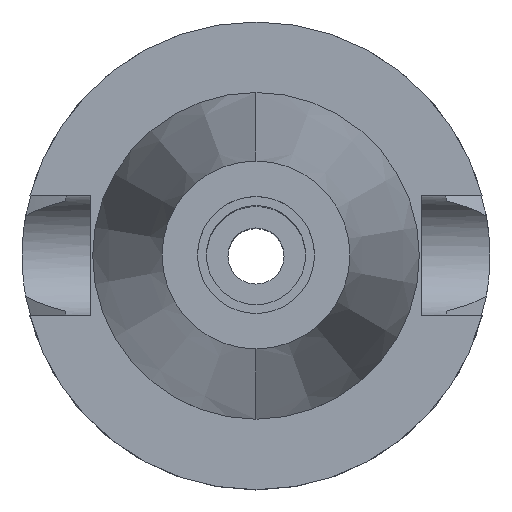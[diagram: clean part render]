
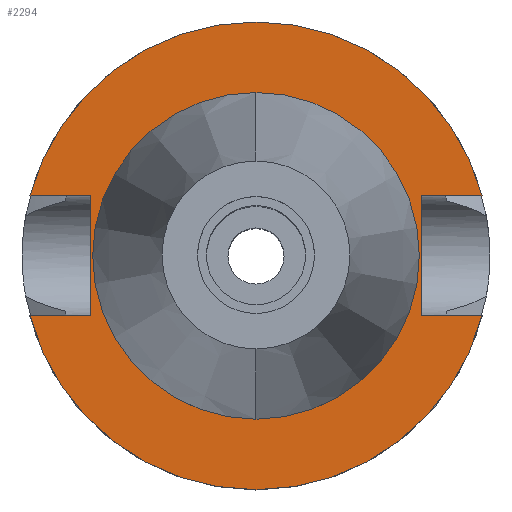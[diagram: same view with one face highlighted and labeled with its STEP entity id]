
A CAD part, top view. The second image highlights one B-rep face of the part: STEP entity #2294.
In plain terms, the highlighted planar face has unit normal (0, 0, 1).
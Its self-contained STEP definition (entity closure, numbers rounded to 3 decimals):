
#886=DIRECTION('',(1.,0.,0.));
#887=VECTOR('',#886,12.921);
#888=CARTESIAN_POINT('',(35.4,12.85,-3.));
#889=LINE('',#888,#887);
#933=DIRECTION('',(0.,1.,0.));
#934=VECTOR('',#933,25.7);
#935=CARTESIAN_POINT('',(-35.4,-12.85,-3.));
#936=LINE('',#935,#934);
#940=DIRECTION('',(-1.,0.,0.));
#941=VECTOR('',#940,12.921);
#942=CARTESIAN_POINT('',(-35.4,12.85,-3.));
#943=LINE('',#942,#941);
#947=CARTESIAN_POINT('',(0.,0.,-3.));
#948=DIRECTION('',(0.,0.,-1.));
#949=DIRECTION('',(-0.966,0.257,0.));
#950=AXIS2_PLACEMENT_3D('',#947,#948,#949);
#955=CARTESIAN_POINT('',(0.,0.,-3.));
#956=DIRECTION('',(0.,0.,-1.));
#957=DIRECTION('',(0.,1.,0.));
#958=AXIS2_PLACEMENT_3D('',#955,#956,#957);
#963=DIRECTION('',(0.,-1.,0.));
#964=VECTOR('',#963,25.7);
#965=CARTESIAN_POINT('',(35.4,12.85,-3.));
#966=LINE('',#965,#964);
#970=DIRECTION('',(1.,0.,0.));
#971=VECTOR('',#970,12.921);
#972=CARTESIAN_POINT('',(35.4,-12.85,-3.));
#973=LINE('',#972,#971);
#977=CARTESIAN_POINT('',(0.,0.,-3.));
#978=DIRECTION('',(0.,0.,-1.));
#979=DIRECTION('',(0.966,-0.257,0.));
#980=AXIS2_PLACEMENT_3D('',#977,#978,#979);
#985=CARTESIAN_POINT('',(0.,0.,-3.));
#986=DIRECTION('',(0.,0.,-1.));
#987=DIRECTION('',(0.,-1.,0.));
#988=AXIS2_PLACEMENT_3D('',#985,#986,#987);
#993=CARTESIAN_POINT('',(0.,0.,-3.));
#994=DIRECTION('',(0.,0.,1.));
#995=DIRECTION('',(0.,-1.,0.));
#996=AXIS2_PLACEMENT_3D('',#993,#994,#995);
#1001=CARTESIAN_POINT('',(0.,0.,-3.));
#1002=DIRECTION('',(0.,0.,1.));
#1003=DIRECTION('',(0.,1.,0.));
#1004=AXIS2_PLACEMENT_3D('',#1001,#1002,#1003);
#1039=DIRECTION('',(-1.,0.,0.));
#1040=VECTOR('',#1039,12.921);
#1041=CARTESIAN_POINT('',(-35.4,-12.85,-3.));
#1042=LINE('',#1041,#1040);
#1429=CARTESIAN_POINT('',(-35.4,-12.85,-3.));
#1430=VERTEX_POINT('',#1429);
#1431=CARTESIAN_POINT('',(-48.321,-12.85,-3.));
#1432=VERTEX_POINT('',#1431);
#1435=CARTESIAN_POINT('',(-35.4,12.85,-3.));
#1436=VERTEX_POINT('',#1435);
#1437=CARTESIAN_POINT('',(-48.321,12.85,-3.));
#1438=VERTEX_POINT('',#1437);
#1439=CARTESIAN_POINT('',(0.,50.,-3.));
#1440=CARTESIAN_POINT('',(48.321,12.85,-3.));
#1441=VERTEX_POINT('',#1439);
#1442=VERTEX_POINT('',#1440);
#1443=CARTESIAN_POINT('',(35.4,12.85,-3.));
#1444=VERTEX_POINT('',#1443);
#1445=CARTESIAN_POINT('',(35.4,-12.85,-3.));
#1446=VERTEX_POINT('',#1445);
#1447=CARTESIAN_POINT('',(48.321,-12.85,-3.));
#1448=VERTEX_POINT('',#1447);
#1449=CARTESIAN_POINT('',(0.,-50.,-3.));
#1450=VERTEX_POINT('',#1449);
#1451=CARTESIAN_POINT('',(0.,-34.925,-3.));
#1452=CARTESIAN_POINT('',(0.,34.925,-3.));
#1453=VERTEX_POINT('',#1451);
#1454=VERTEX_POINT('',#1452);
#2263=CARTESIAN_POINT('',(0.,0.,-3.));
#2264=DIRECTION('',(0.,0.,-1.));
#2265=DIRECTION('',(0.,-1.,0.));
#2266=AXIS2_PLACEMENT_3D('',#2263,#2264,#2265);
#2267=PLANE('',#2266);
#2269=ORIENTED_EDGE('',*,*,#2268,.T.);
#2271=ORIENTED_EDGE('',*,*,#2270,.T.);
#2273=ORIENTED_EDGE('',*,*,#2272,.T.);
#2275=ORIENTED_EDGE('',*,*,#2274,.T.);
#2276=ORIENTED_EDGE('',*,*,#2239,.F.);
#2277=ORIENTED_EDGE('',*,*,#2253,.T.);
#2279=ORIENTED_EDGE('',*,*,#2278,.T.);
#2281=ORIENTED_EDGE('',*,*,#2280,.T.);
#2283=ORIENTED_EDGE('',*,*,#2282,.T.);
#2285=ORIENTED_EDGE('',*,*,#2284,.F.);
#2286=EDGE_LOOP('',(#2269,#2271,#2273,#2275,#2276,#2277,#2279,#2281,#2283,
#2285));
#2287=FACE_OUTER_BOUND('',#2286,.F.);
#2289=ORIENTED_EDGE('',*,*,#2288,.T.);
#2291=ORIENTED_EDGE('',*,*,#2290,.T.);
#2292=EDGE_LOOP('',(#2289,#2291));
#2293=FACE_BOUND('',#2292,.F.);
#951=CIRCLE('',#950,50.);
#959=CIRCLE('',#958,50.);
#981=CIRCLE('',#980,50.);
#989=CIRCLE('',#988,50.);
#997=CIRCLE('',#996,34.925);
#1005=CIRCLE('',#1004,34.925);
#2239=EDGE_CURVE('',#1444,#1442,#889,.T.);
#2253=EDGE_CURVE('',#1444,#1446,#966,.T.);
#2268=EDGE_CURVE('',#1430,#1436,#936,.T.);
#2270=EDGE_CURVE('',#1436,#1438,#943,.T.);
#2272=EDGE_CURVE('',#1438,#1441,#951,.T.);
#2274=EDGE_CURVE('',#1441,#1442,#959,.T.);
#2278=EDGE_CURVE('',#1446,#1448,#973,.T.);
#2280=EDGE_CURVE('',#1448,#1450,#981,.T.);
#2282=EDGE_CURVE('',#1450,#1432,#989,.T.);
#2284=EDGE_CURVE('',#1430,#1432,#1042,.T.);
#2288=EDGE_CURVE('',#1453,#1454,#997,.T.);
#2290=EDGE_CURVE('',#1454,#1453,#1005,.T.);
#2294=ADVANCED_FACE('',(#2287,#2293),#2267,.F.);
